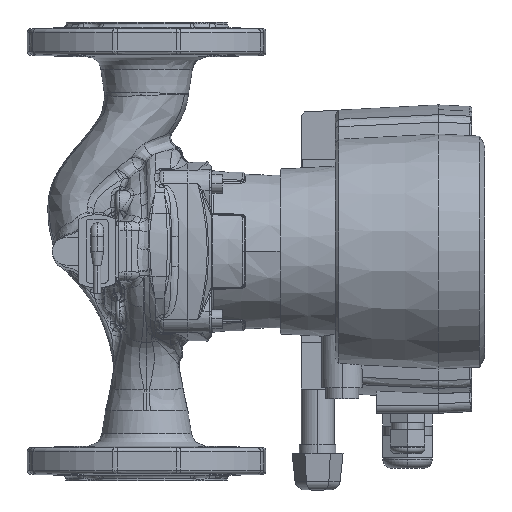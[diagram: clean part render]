
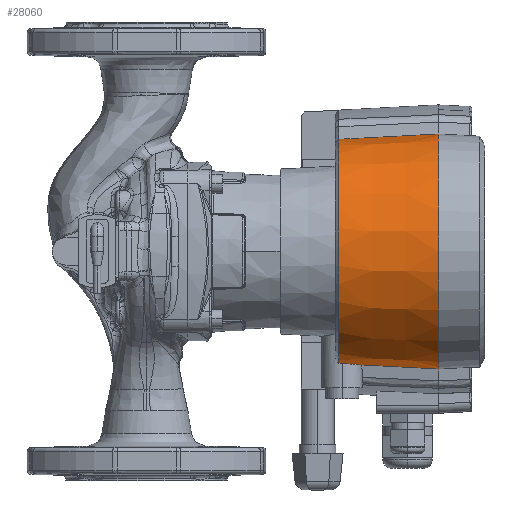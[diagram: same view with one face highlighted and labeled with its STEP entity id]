
A CAD part, top view. The second image highlights one B-rep face of the part: STEP entity #28060.
In plain terms, the highlighted conical face has half-angle 3 degrees and reference radius 64 mm.
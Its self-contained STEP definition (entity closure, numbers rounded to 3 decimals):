
#6112 = CARTESIAN_POINT ( 'NONE',  ( 82.661, 61.15, 6. ) ) ;
#6299 = CARTESIAN_POINT ( 'NONE',  ( 93.789, -61.733, 6. ) ) ;
#22703 = CARTESIAN_POINT ( 'NONE',  ( 137.05, -64., 6. ) ) ;
#22806 = CARTESIAN_POINT ( 'NONE',  ( 82.661, -60.949, 10.955 ) ) ;
#24331 = CARTESIAN_POINT ( 'NONE',  ( 83.847, -60.999, 11.1 ) ) ;
#24342 = CARTESIAN_POINT ( 'NONE',  ( 84.45, -61.031, 11.1 ) ) ;
#24352 = CARTESIAN_POINT ( 'NONE',  ( 137.05, 64., 6. ) ) ;
#24353 = CARTESIAN_POINT ( 'NONE',  ( 83.248, -60.972, 11.051 ) ) ;
#24355 = CARTESIAN_POINT ( 'NONE',  ( 82.661, -60.949, 10.955 ) ) ;
#24359 = LINE ( 'NONE', #24352, #111093 ) ;
#24360 = CARTESIAN_POINT ( 'NONE',  ( 82.661, 0., 6. ) ) ;
#24362 = DIRECTION ( 'NONE',  ( 1., 0., 0. ) ) ;
#24363 = DIRECTION ( 'NONE',  ( 0., -1., 0. ) ) ;
#24364 = DIRECTION ( 'NONE',  ( 0.999, 0.052, 0. ) ) ;
#24366 = LINE ( 'NONE', #24369, #111097 ) ;
#24369 = CARTESIAN_POINT ( 'NONE',  ( 137.05, -64., 6. ) ) ;
#24371 = DIRECTION ( 'NONE',  ( 0.999, -0.052, 0. ) ) ;
#25282 = FACE_OUTER_BOUND ( 'NONE', #91488, .T. ) ;
#25284 = DIRECTION ( 'NONE',  ( 1., 0., 0. ) ) ;
#25307 = CARTESIAN_POINT ( 'NONE',  ( 137.05, 0., 6. ) ) ;
#25309 = DIRECTION ( 'NONE',  ( 0., -1., 0. ) ) ;
#25378 = CARTESIAN_POINT ( 'NONE',  ( 84.45, -61.031, 11.1 ) ) ;
#25598 = CARTESIAN_POINT ( 'NONE',  ( 137.05, 0., 6. ) ) ;
#25600 = DIRECTION ( 'NONE',  ( 1., 0., 0. ) ) ;
#25603 = DIRECTION ( 'NONE',  ( 0., -1., 0. ) ) ;
#25814 = CARTESIAN_POINT ( 'NONE',  ( 93.789, -61.733, 6. ) ) ;
#25815 = CARTESIAN_POINT ( 'NONE',  ( 93.283, -61.706, 6.787 ) ) ;
#25822 = CARTESIAN_POINT ( 'NONE',  ( 92.691, -61.66, 7.494 ) ) ;
#25824 = CARTESIAN_POINT ( 'NONE',  ( 91.677, -61.575, 8.438 ) ) ;
#25826 = CARTESIAN_POINT ( 'NONE',  ( 91.315, -61.543, 8.735 ) ) ;
#25828 = CARTESIAN_POINT ( 'NONE',  ( 90.562, -61.477, 9.277 ) ) ;
#25830 = CARTESIAN_POINT ( 'NONE',  ( 90.172, -61.443, 9.523 ) ) ;
#25831 = CARTESIAN_POINT ( 'NONE',  ( 89.364, -61.373, 9.963 ) ) ;
#25833 = CARTESIAN_POINT ( 'NONE',  ( 88.947, -61.338, 10.159 ) ) ;
#25835 = CARTESIAN_POINT ( 'NONE',  ( 88.085, -61.269, 10.498 ) ) ;
#25837 = CARTESIAN_POINT ( 'NONE',  ( 87.639, -61.235, 10.642 ) ) ;
#25839 = CARTESIAN_POINT ( 'NONE',  ( 86.296, -61.138, 10.984 ) ) ;
#25841 = CARTESIAN_POINT ( 'NONE',  ( 85.383, -61.08, 11.1 ) ) ;
#25843 = CARTESIAN_POINT ( 'NONE',  ( 84.45, -61.031, 11.1 ) ) ;
#28060 = ADVANCED_FACE ( 'NONE', ( #25282 ), #54172, .T. ) ;
#28067 = VERTEX_POINT ( 'NONE', #25378 ) ;
#28124 = VERTEX_POINT ( 'NONE', #6112 ) ;
#28144 = VERTEX_POINT ( 'NONE', #6299 ) ;
#28752 = VERTEX_POINT ( 'NONE', #22703 ) ;
#28917 = VERTEX_POINT ( 'NONE', #22806 ) ;
#54172 = CONICAL_SURFACE ( 'NONE', #54173, 64., 0.052 ) ;
#54173 = AXIS2_PLACEMENT_3D ( 'NONE', #25307, #25284, #25309 ) ;
#56585 = VERTEX_POINT ( 'NONE', #83923 ) ;
#63753 = EDGE_CURVE ( 'NONE', #28067, #28917, #107739, .T. ) ;
#63755 = EDGE_CURVE ( 'NONE', #28124, #28917, #111095, .T. ) ;
#63758 = EDGE_CURVE ( 'NONE', #28124, #56585, #24359, .T. ) ;
#63760 = EDGE_CURVE ( 'NONE', #28144, #28752, #24366, .T. ) ;
#63955 = EDGE_CURVE ( 'NONE', #56585, #28752, #111172, .T. ) ;
#63998 = EDGE_CURVE ( 'NONE', #28144, #28067, #107783, .T. ) ;
#71282 = ORIENTED_EDGE ( 'NONE', *, *, #63758, .F. ) ;
#71285 = ORIENTED_EDGE ( 'NONE', *, *, #63755, .T. ) ;
#71287 = ORIENTED_EDGE ( 'NONE', *, *, #63753, .F. ) ;
#71289 = ORIENTED_EDGE ( 'NONE', *, *, #63998, .F. ) ;
#71291 = ORIENTED_EDGE ( 'NONE', *, *, #63760, .T. ) ;
#71293 = ORIENTED_EDGE ( 'NONE', *, *, #63955, .F. ) ;
#83923 = CARTESIAN_POINT ( 'NONE',  ( 137.05, 64., 6. ) ) ;
#91488 = EDGE_LOOP ( 'NONE', ( #71282, #71285, #71287, #71289, #71291, #71293 ) ) ;
#107739 = B_SPLINE_CURVE_WITH_KNOTS ( 'NONE', 3,
 ( #24342, #24331, #24353, #24355 ),
 .UNSPECIFIED., .F., .F.,
 ( 4, 4 ),
 ( 0.011, 0.013 ),
 .UNSPECIFIED. ) ;
#107783 = B_SPLINE_CURVE_WITH_KNOTS ( 'NONE', 3,
 ( #25814, #25815, #25822, #25824, #25826, #25828, #25830, #25831, #25833, #25835, #25837, #25839, #25841, #25843 ),
 .UNSPECIFIED., .F., .F.,
 ( 4, 2, 2, 2, 2, 2, 4 ),
 ( 0., 0.003, 0.004, 0.006, 0.007, 0.008, 0.011 ),
 .UNSPECIFIED. ) ;
#111093 = VECTOR ( 'NONE', #24364, 1000. ) ;
#111095 = CIRCLE ( 'NONE', #111096, 61.15 ) ;
#111096 = AXIS2_PLACEMENT_3D ( 'NONE', #24360, #24362, #24363 ) ;
#111097 = VECTOR ( 'NONE', #24371, 1000. ) ;
#111172 = CIRCLE ( 'NONE', #111174, 64. ) ;
#111174 = AXIS2_PLACEMENT_3D ( 'NONE', #25598, #25600, #25603 ) ;
